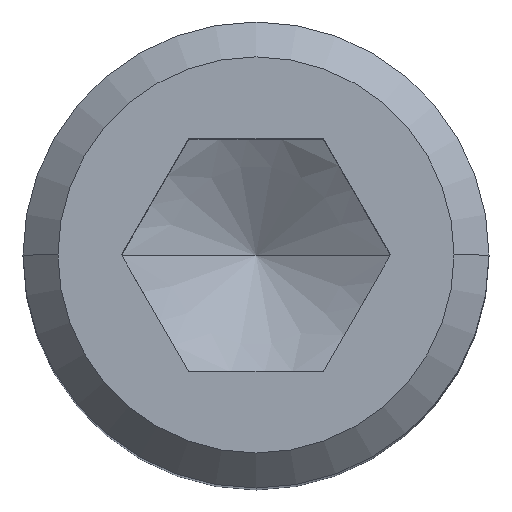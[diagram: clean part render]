
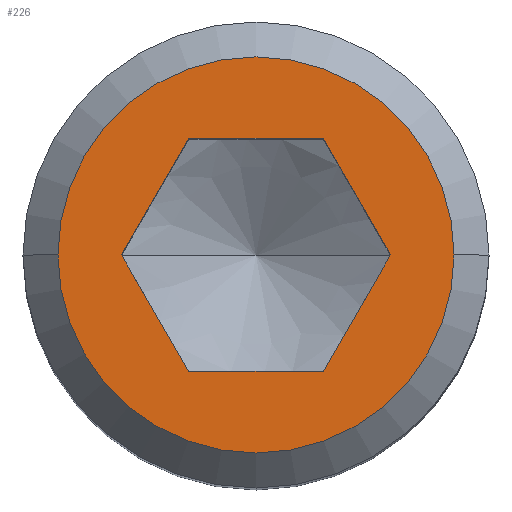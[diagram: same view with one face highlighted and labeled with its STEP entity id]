
A CAD part, top view. The second image highlights one B-rep face of the part: STEP entity #226.
In plain terms, the highlighted planar face has unit normal (0, 0, 1).
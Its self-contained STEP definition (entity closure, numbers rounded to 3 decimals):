
#144=EDGE_CURVE('',#256,#184,#332,.T.);
#146=EDGE_CURVE('',#198,#232,#334,.T.);
#152=VERTEX_POINT('',#341);
#160=EDGE_CURVE('',#232,#198,#350,.T.);
#164=EDGE_CURVE('',#184,#208,#354,.T.);
#184=VERTEX_POINT('',#377);
#196=EDGE_CURVE('',#208,#152,#391,.T.);
#198=VERTEX_POINT('',#393);
#208=VERTEX_POINT('',#403);
#212=EDGE_CURVE('',#152,#240,#407,.T.);
#226=ADVANCED_FACE('',(#423,#424),#425,.T.);
#232=VERTEX_POINT('',#432);
#240=VERTEX_POINT('',#441);
#254=VERTEX_POINT('',#456);
#256=VERTEX_POINT('',#458);
#262=EDGE_CURVE('',#254,#256,#464,.T.);
#268=EDGE_CURVE('',#240,#254,#471,.T.);
#332=LINE('',#537,#538);
#334=CIRCLE('',#541,5.1);
#341=CARTESIAN_POINT('',(3.464,0.0,40.0));
#350=CIRCLE('',#568,5.1);
#354=LINE('',#575,#576);
#377=CARTESIAN_POINT('',(-1.732,3.0,40.0));
#391=LINE('',#640,#641);
#393=CARTESIAN_POINT('',(5.1,0.,40.));
#403=CARTESIAN_POINT('',(1.732,3.0,40.0));
#407=LINE('',#664,#665);
#423=FACE_BOUND('',#695,.T.);
#424=FACE_OUTER_BOUND('',#696,.T.);
#425=PLANE('',#697);
#432=CARTESIAN_POINT('',(-5.1,0.,40.));
#441=CARTESIAN_POINT('',(1.732,-3.0,40.0));
#456=CARTESIAN_POINT('',(-1.732,-3.0,40.0));
#458=CARTESIAN_POINT('',(-3.464,0.0,40.0));
#464=LINE('',#768,#769);
#471=LINE('',#779,#780);
#537=CARTESIAN_POINT('',(-2.165,2.25,40.0));
#538=VECTOR('',#839,1.0);
#541=AXIS2_PLACEMENT_3D('',#840,#841,#842);
#568=AXIS2_PLACEMENT_3D('',#859,#860,#861);
#575=CARTESIAN_POINT('',(0.866,3.0,40.0));
#576=VECTOR('',#863,1.0);
#640=CARTESIAN_POINT('',(3.031,0.75,40.0));
#641=VECTOR('',#912,1.0);
#664=CARTESIAN_POINT('',(2.165,-2.25,40.0));
#665=VECTOR('',#921,1.0);
#695=EDGE_LOOP('',(#942,#943,#944,#945,#946,#947));
#696=EDGE_LOOP('',(#948,#949));
#697=AXIS2_PLACEMENT_3D('',#950,#951,#952);
#768=CARTESIAN_POINT('',(-3.031,-0.75,40.0));
#769=VECTOR('',#985,1.0);
#779=CARTESIAN_POINT('',(-0.866,-3.0,40.0));
#780=VECTOR('',#995,1.0);
#839=DIRECTION('',(0.5,0.866,0.0));
#840=CARTESIAN_POINT('',(0.,0.,40.));
#841=DIRECTION('',(0.,0.,1.0));
#842=DIRECTION('',(-1.0,0.,0.));
#859=CARTESIAN_POINT('',(0.,0.,40.));
#860=DIRECTION('',(0.,0.,1.0));
#861=DIRECTION('',(-1.0,0.,0.));
#863=DIRECTION('',(1.0,0.0,0.0));
#912=DIRECTION('',(0.5,-0.866,0.0));
#921=DIRECTION('',(-0.5,-0.866,0.0));
#942=ORIENTED_EDGE('',*,*,#262,.T.);
#943=ORIENTED_EDGE('',*,*,#144,.T.);
#944=ORIENTED_EDGE('',*,*,#164,.T.);
#945=ORIENTED_EDGE('',*,*,#196,.T.);
#946=ORIENTED_EDGE('',*,*,#212,.T.);
#947=ORIENTED_EDGE('',*,*,#268,.T.);
#948=ORIENTED_EDGE('',*,*,#160,.T.);
#949=ORIENTED_EDGE('',*,*,#146,.T.);
#950=CARTESIAN_POINT('',(-2.55,0.,40.));
#951=DIRECTION('',(0.,0.,1.0));
#952=DIRECTION('',(-1.0,0.,0.0));
#985=DIRECTION('',(-0.5,0.866,0.0));
#995=DIRECTION('',(-1.0,0.0,0.0));
